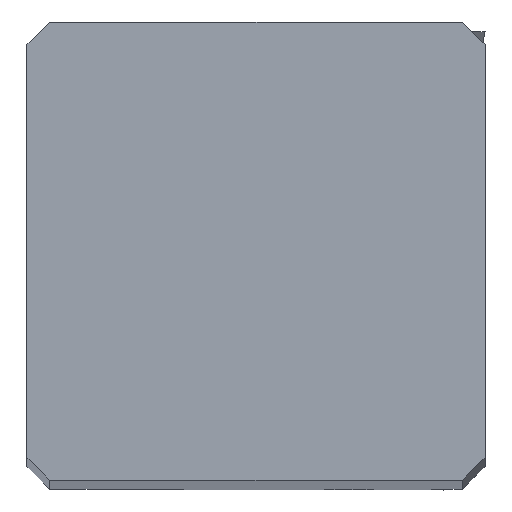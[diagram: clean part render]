
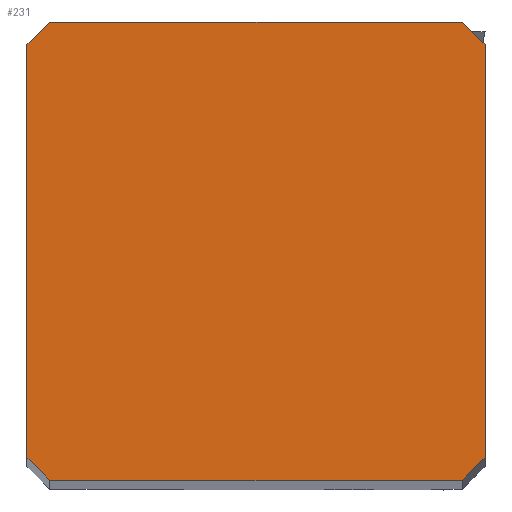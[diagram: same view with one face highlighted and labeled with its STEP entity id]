
A CAD part, top view. The second image highlights one B-rep face of the part: STEP entity #231.
In plain terms, the highlighted planar face has unit normal (0, 0, 1).
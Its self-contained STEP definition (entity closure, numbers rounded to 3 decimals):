
#149=FACE_OUTER_BOUND('',#362,.T.);
#231=ADVANCED_FACE('',(#149),#299,.T.);
#299=PLANE('',#1776);
#362=EDGE_LOOP('',(#601,#602,#603,#604,#605,#606,#607,#608));
#601=ORIENTED_EDGE('',*,*,#1135,.F.);
#602=ORIENTED_EDGE('',*,*,#1136,.F.);
#603=ORIENTED_EDGE('',*,*,#1070,.T.);
#604=ORIENTED_EDGE('',*,*,#1134,.F.);
#605=ORIENTED_EDGE('',*,*,#1127,.F.);
#606=ORIENTED_EDGE('',*,*,#1137,.F.);
#607=ORIENTED_EDGE('',*,*,#1138,.F.);
#608=ORIENTED_EDGE('',*,*,#1139,.F.);
#903=VERTEX_POINT('',#2485);
#904=VERTEX_POINT('',#2487);
#947=VERTEX_POINT('',#2616);
#948=VERTEX_POINT('',#2618);
#952=VERTEX_POINT('',#2644);
#953=VERTEX_POINT('',#2645);
#954=VERTEX_POINT('',#2648);
#955=VERTEX_POINT('',#2650);
#1070=EDGE_CURVE('',#904,#903,#1427,.T.);
#1127=EDGE_CURVE('',#947,#948,#1462,.T.);
#1134=EDGE_CURVE('',#948,#903,#1466,.T.);
#1135=EDGE_CURVE('',#952,#953,#1467,.T.);
#1136=EDGE_CURVE('',#904,#952,#1468,.T.);
#1137=EDGE_CURVE('',#954,#947,#1469,.T.);
#1138=EDGE_CURVE('',#955,#954,#1470,.T.);
#1139=EDGE_CURVE('',#953,#955,#1471,.T.);
#1427=LINE('',#2486,#1547);
#1462=LINE('',#2617,#1582);
#1466=LINE('',#2641,#1586);
#1467=LINE('',#2643,#1587);
#1468=LINE('',#2646,#1588);
#1469=LINE('',#2647,#1589);
#1470=LINE('',#2649,#1590);
#1471=LINE('',#2651,#1591);
#1547=VECTOR('',#2007,1.);
#1582=VECTOR('',#2106,1.);
#1586=VECTOR('',#2116,1.);
#1587=VECTOR('',#2119,1.);
#1588=VECTOR('',#2120,1.);
#1589=VECTOR('',#2121,1.);
#1590=VECTOR('',#2122,1.);
#1591=VECTOR('',#2123,1.);
#1776=AXIS2_PLACEMENT_3D('',#2652,#2124,#2125);
#2007=DIRECTION('',(1.,0.,0.));
#2106=DIRECTION('',(0.,-1.,0.));
#2116=DIRECTION('',(-0.707,-0.707,0.));
#2119=DIRECTION('',(0.,1.,0.));
#2120=DIRECTION('',(-0.707,0.707,0.));
#2121=DIRECTION('',(0.707,-0.707,0.));
#2122=DIRECTION('',(1.,0.,0.));
#2123=DIRECTION('',(0.707,0.707,0.));
#2124=DIRECTION('',(0.,0.,1.));
#2125=DIRECTION('',(-1.,0.,0.));
#2485=CARTESIAN_POINT('',(9.5,0.,0.));
#2486=CARTESIAN_POINT('',(0.5,0.,0.));
#2487=CARTESIAN_POINT('',(0.5,0.,0.));
#2616=CARTESIAN_POINT('',(10.,9.5,0.));
#2617=CARTESIAN_POINT('',(10.,9.5,0.));
#2618=CARTESIAN_POINT('',(10.,0.5,0.));
#2641=CARTESIAN_POINT('',(10.,0.5,0.));
#2643=CARTESIAN_POINT('',(0.,0.5,0.));
#2644=CARTESIAN_POINT('',(0.,0.5,0.));
#2645=CARTESIAN_POINT('',(0.,9.5,0.));
#2646=CARTESIAN_POINT('',(0.5,0.,0.));
#2647=CARTESIAN_POINT('',(9.5,10.,0.));
#2648=CARTESIAN_POINT('',(9.5,10.,0.));
#2649=CARTESIAN_POINT('',(0.5,10.,0.));
#2650=CARTESIAN_POINT('',(0.5,10.,0.));
#2651=CARTESIAN_POINT('',(0.,9.5,0.));
#2652=CARTESIAN_POINT('',(5.,5.,0.));
